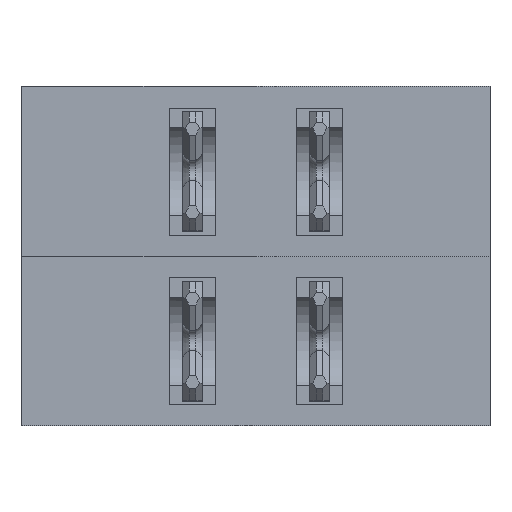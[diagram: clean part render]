
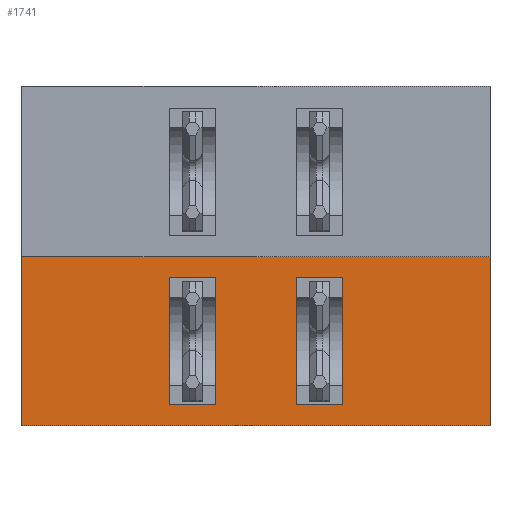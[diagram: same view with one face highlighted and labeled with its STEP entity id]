
A CAD part, front view. The second image highlights one B-rep face of the part: STEP entity #1741.
In plain terms, the highlighted planar face has unit normal (0, -1, 0).
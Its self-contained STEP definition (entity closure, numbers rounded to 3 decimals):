
#1741 = ADVANCED_FACE( '', ( #3780, #3781, #3782 ), #3783, .F. );
#3780 = FACE_OUTER_BOUND( '', #6129, .T. );
#3781 = FACE_BOUND( '', #6130, .T. );
#3782 = FACE_BOUND( '', #6131, .T. );
#3783 = PLANE( '', #6132 );
#6129 = EDGE_LOOP( '', ( #11506, #11507, #11508, #11509 ) );
#6130 = EDGE_LOOP( '', ( #11510, #11511, #11512, #11513 ) );
#6131 = EDGE_LOOP( '', ( #11514, #11515, #11516, #11517 ) );
#6132 = AXIS2_PLACEMENT_3D( '', #11518, #11519, #11520 );
#11506 = ORIENTED_EDGE( '', *, *, #15470, .F. );
#11507 = ORIENTED_EDGE( '', *, *, #17018, .F. );
#11508 = ORIENTED_EDGE( '', *, *, #17019, .T. );
#11509 = ORIENTED_EDGE( '', *, *, #15071, .T. );
#11510 = ORIENTED_EDGE( '', *, *, #14936, .F. );
#11511 = ORIENTED_EDGE( '', *, *, #15768, .F. );
#11512 = ORIENTED_EDGE( '', *, *, #17020, .F. );
#11513 = ORIENTED_EDGE( '', *, *, #17021, .F. );
#11514 = ORIENTED_EDGE( '', *, *, #17022, .F. );
#11515 = ORIENTED_EDGE( '', *, *, #17023, .F. );
#11516 = ORIENTED_EDGE( '', *, *, #14745, .F. );
#11517 = ORIENTED_EDGE( '', *, *, #14873, .F. );
#11518 = CARTESIAN_POINT( '', ( -1.8, -16.102, 0. ) );
#11519 = DIRECTION( '', ( 0., 1., 0. ) );
#11520 = DIRECTION( '', ( 1., 0., 0. ) );
#14745 = EDGE_CURVE( '', #17824, #17825, #17826, .T. );
#14873 = EDGE_CURVE( '', #18059, #17824, #18060, .T. );
#14936 = EDGE_CURVE( '', #18168, #18169, #18170, .T. );
#15071 = EDGE_CURVE( '', #18409, #18407, #18410, .T. );
#15470 = EDGE_CURVE( '', #19103, #18407, #19104, .T. );
#15768 = EDGE_CURVE( '', #19607, #18168, #19608, .T. );
#17018 = EDGE_CURVE( '', #21425, #19103, #21426, .T. );
#17019 = EDGE_CURVE( '', #21425, #18409, #21427, .T. );
#17020 = EDGE_CURVE( '', #21428, #19607, #21429, .T. );
#17021 = EDGE_CURVE( '', #18169, #21428, #21430, .T. );
#17022 = EDGE_CURVE( '', #21431, #18059, #21432, .T. );
#17023 = EDGE_CURVE( '', #17825, #21431, #21433, .T. );
#17824 = VERTEX_POINT( '', #22364 );
#17825 = VERTEX_POINT( '', #22365 );
#17826 = LINE( '', #22366, #22367 );
#18059 = VERTEX_POINT( '', #22703 );
#18060 = LINE( '', #22704, #22705 );
#18168 = VERTEX_POINT( '', #22861 );
#18169 = VERTEX_POINT( '', #22862 );
#18170 = LINE( '', #22863, #22864 );
#18407 = VERTEX_POINT( '', #23207 );
#18409 = VERTEX_POINT( '', #23210 );
#18410 = LINE( '', #23211, #23212 );
#19103 = VERTEX_POINT( '', #24215 );
#19104 = LINE( '', #24216, #24217 );
#19607 = VERTEX_POINT( '', #24949 );
#19608 = LINE( '', #24950, #24951 );
#21425 = VERTEX_POINT( '', #27681 );
#21426 = LINE( '', #27682, #27683 );
#21427 = LINE( '', #27684, #27685 );
#21428 = VERTEX_POINT( '', #27686 );
#21429 = LINE( '', #27687, #27688 );
#21430 = LINE( '', #27689, #27690 );
#21431 = VERTEX_POINT( '', #27691 );
#21432 = LINE( '', #27692, #27693 );
#21433 = LINE( '', #27694, #27695 );
#22364 = CARTESIAN_POINT( '', ( 2.3, -16.102, 2.212 ) );
#22365 = CARTESIAN_POINT( '', ( 2.3, -16.102, 0.312 ) );
#22366 = CARTESIAN_POINT( '', ( 2.3, -16.102, 0. ) );
#22367 = VECTOR( '', #28919, 1000. );
#22703 = CARTESIAN_POINT( '', ( 3., -16.102, 2.212 ) );
#22704 = CARTESIAN_POINT( '', ( 1.7, -16.102, 2.212 ) );
#22705 = VECTOR( '', #29035, 1000. );
#22861 = CARTESIAN_POINT( '', ( 1.1, -16.102, 0.312 ) );
#22862 = CARTESIAN_POINT( '', ( 1.1, -16.102, 2.212 ) );
#22863 = CARTESIAN_POINT( '', ( 1.1, -16.102, 0. ) );
#22864 = VECTOR( '', #29090, 1000. );
#23207 = CARTESIAN_POINT( '', ( 5.2, -16.102, 2.532 ) );
#23210 = CARTESIAN_POINT( '', ( 5.2, -16.102, 0. ) );
#23211 = CARTESIAN_POINT( '', ( 5.2, -16.102, 0. ) );
#23212 = VECTOR( '', #29216, 1000. );
#24215 = CARTESIAN_POINT( '', ( -1.8, -16.102, 2.532 ) );
#24216 = CARTESIAN_POINT( '', ( 1.7, -16.102, 2.532 ) );
#24217 = VECTOR( '', #29593, 1000. );
#24949 = CARTESIAN_POINT( '', ( 0.4, -16.102, 0.312 ) );
#24950 = CARTESIAN_POINT( '', ( 1.7, -16.102, 0.312 ) );
#24951 = VECTOR( '', #29871, 1000. );
#27681 = CARTESIAN_POINT( '', ( -1.8, -16.102, 0. ) );
#27682 = CARTESIAN_POINT( '', ( -1.8, -16.102, 0. ) );
#27683 = VECTOR( '', #30986, 1000. );
#27684 = CARTESIAN_POINT( '', ( -1.8, -16.102, 0. ) );
#27685 = VECTOR( '', #30987, 1000. );
#27686 = CARTESIAN_POINT( '', ( 0.4, -16.102, 2.212 ) );
#27687 = CARTESIAN_POINT( '', ( 0.4, -16.102, 0. ) );
#27688 = VECTOR( '', #30988, 1000. );
#27689 = CARTESIAN_POINT( '', ( 1.7, -16.102, 2.212 ) );
#27690 = VECTOR( '', #30989, 1000. );
#27691 = CARTESIAN_POINT( '', ( 3., -16.102, 0.312 ) );
#27692 = CARTESIAN_POINT( '', ( 3., -16.102, 0. ) );
#27693 = VECTOR( '', #30990, 1000. );
#27694 = CARTESIAN_POINT( '', ( 1.7, -16.102, 0.312 ) );
#27695 = VECTOR( '', #30991, 1000. );
#28919 = DIRECTION( '', ( 0., 0., -1. ) );
#29035 = DIRECTION( '', ( -1., 0., 0. ) );
#29090 = DIRECTION( '', ( 0., 0., 1. ) );
#29216 = DIRECTION( '', ( 0., 0., 1. ) );
#29593 = DIRECTION( '', ( 1., 0., 0. ) );
#29871 = DIRECTION( '', ( 1., 0., 0. ) );
#30986 = DIRECTION( '', ( 0., 0., 1. ) );
#30987 = DIRECTION( '', ( 1., 0., 0. ) );
#30988 = DIRECTION( '', ( 0., 0., -1. ) );
#30989 = DIRECTION( '', ( -1., 0., 0. ) );
#30990 = DIRECTION( '', ( 0., 0., 1. ) );
#30991 = DIRECTION( '', ( 1., 0., 0. ) );
